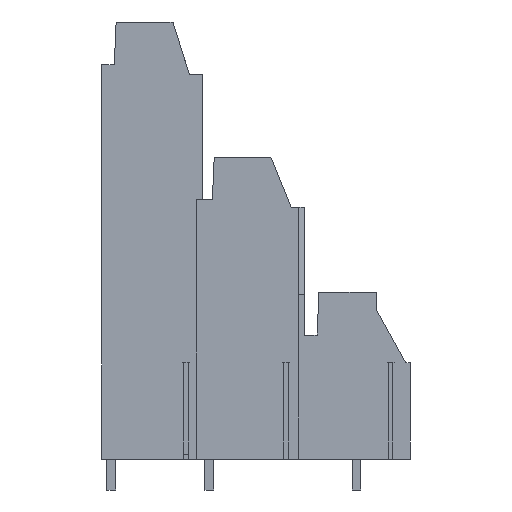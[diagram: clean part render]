
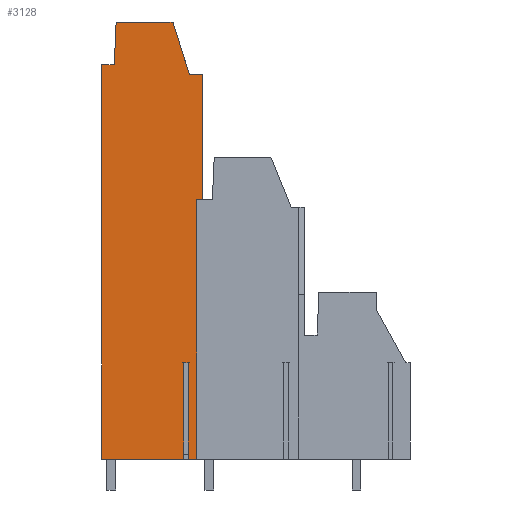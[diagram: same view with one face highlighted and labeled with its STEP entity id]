
A CAD part, left-side view. The second image highlights one B-rep face of the part: STEP entity #3128.
In plain terms, the highlighted planar face has unit normal (-1, 0, 0).
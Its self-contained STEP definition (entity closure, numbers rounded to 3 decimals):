
#3044=AXIS2_PLACEMENT_3D('Plane Axis2P3D',#3041,#3042,#3043) ;
#2136=CARTESIAN_POINT('Vertex',(2.54,22.131,3.2)) ;
#2139=CARTESIAN_POINT('Line Origine',(2.54,22.578,3.2)) ;
#2143=CARTESIAN_POINT('Vertex',(2.54,23.025,3.2)) ;
#2192=CARTESIAN_POINT('Vertex',(2.54,23.475,3.2)) ;
#2195=CARTESIAN_POINT('Line Origine',(2.54,27.738,3.2)) ;
#2199=CARTESIAN_POINT('Vertex',(2.54,32.,3.2)) ;
#2998=CARTESIAN_POINT('Vertex',(2.54,23.025,13.2)) ;
#3001=CARTESIAN_POINT('Line Origine',(2.54,23.25,13.2)) ;
#3005=CARTESIAN_POINT('Vertex',(2.54,23.475,13.2)) ;
#3029=CARTESIAN_POINT('Line Origine',(2.54,23.025,8.2)) ;
#3041=CARTESIAN_POINT('Axis2P3D Location',(2.54,21.84,31.2)) ;
#3046=CARTESIAN_POINT('Line Origine',(2.54,22.131,16.625)) ;
#3050=CARTESIAN_POINT('Vertex',(2.54,22.131,30.05)) ;
#3053=CARTESIAN_POINT('Line Origine',(2.54,21.811,30.05)) ;
#3057=CARTESIAN_POINT('Vertex',(2.54,21.49,30.05)) ;
#3060=CARTESIAN_POINT('Line Origine',(2.54,21.49,36.525)) ;
#3064=CARTESIAN_POINT('Vertex',(2.54,21.49,43.)) ;
#3067=CARTESIAN_POINT('Line Origine',(2.54,22.194,43.)) ;
#3071=CARTESIAN_POINT('Vertex',(2.54,22.898,43.)) ;
#3074=CARTESIAN_POINT('Line Origine',(2.54,23.745,45.735)) ;
#3078=CARTESIAN_POINT('Vertex',(2.54,24.592,48.47)) ;
#3081=CARTESIAN_POINT('Line Origine',(2.54,27.54,48.47)) ;
#3085=CARTESIAN_POINT('Vertex',(2.54,30.488,48.47)) ;
#3088=CARTESIAN_POINT('Line Origine',(2.54,30.584,46.26)) ;
#3092=CARTESIAN_POINT('Vertex',(2.54,30.681,44.05)) ;
#3095=CARTESIAN_POINT('Line Origine',(2.54,31.34,44.05)) ;
#3099=CARTESIAN_POINT('Vertex',(2.54,32.,44.05)) ;
#3102=CARTESIAN_POINT('Line Origine',(2.54,32.,23.625)) ;
#3107=CARTESIAN_POINT('Line Origine',(2.54,23.475,8.2)) ;
#2140=DIRECTION('Vector Direction',(0.,1.,0.)) ;
#2196=DIRECTION('Vector Direction',(0.,1.,0.)) ;
#3002=DIRECTION('Vector Direction',(0.,-1.,0.)) ;
#3030=DIRECTION('Vector Direction',(0.,0.,1.)) ;
#3042=DIRECTION('Axis2P3D Direction',(1.,0.,0.)) ;
#3043=DIRECTION('Axis2P3D XDirection',(0.,1.,0.)) ;
#3047=DIRECTION('Vector Direction',(0.,0.,-1.)) ;
#3054=DIRECTION('Vector Direction',(0.,1.,0.)) ;
#3061=DIRECTION('Vector Direction',(0.,0.,1.)) ;
#3068=DIRECTION('Vector Direction',(0.,-1.,0.)) ;
#3075=DIRECTION('Vector Direction',(0.,-0.296,-0.955)) ;
#3082=DIRECTION('Vector Direction',(0.,1.,0.)) ;
#3089=DIRECTION('Vector Direction',(0.,-0.044,0.999)) ;
#3096=DIRECTION('Vector Direction',(0.,-1.,0.)) ;
#3103=DIRECTION('Vector Direction',(0.,0.,1.)) ;
#3108=DIRECTION('Vector Direction',(0.,0.,1.)) ;
#2141=VECTOR('Line Direction',#2140,1.) ;
#2197=VECTOR('Line Direction',#2196,1.) ;
#3003=VECTOR('Line Direction',#3002,1.) ;
#3031=VECTOR('Line Direction',#3030,1.) ;
#3048=VECTOR('Line Direction',#3047,1.) ;
#3055=VECTOR('Line Direction',#3054,1.) ;
#3062=VECTOR('Line Direction',#3061,1.) ;
#3069=VECTOR('Line Direction',#3068,1.) ;
#3076=VECTOR('Line Direction',#3075,1.) ;
#3083=VECTOR('Line Direction',#3082,1.) ;
#3090=VECTOR('Line Direction',#3089,1.) ;
#3097=VECTOR('Line Direction',#3096,1.) ;
#3104=VECTOR('Line Direction',#3103,1.) ;
#3109=VECTOR('Line Direction',#3108,1.) ;
#3113=ORIENTED_EDGE('',*,*,#3052,.F.) ;
#3114=ORIENTED_EDGE('',*,*,#3059,.F.) ;
#3115=ORIENTED_EDGE('',*,*,#3066,.T.) ;
#3116=ORIENTED_EDGE('',*,*,#3073,.F.) ;
#3117=ORIENTED_EDGE('',*,*,#3080,.F.) ;
#3118=ORIENTED_EDGE('',*,*,#3087,.T.) ;
#3119=ORIENTED_EDGE('',*,*,#3094,.F.) ;
#3120=ORIENTED_EDGE('',*,*,#3101,.F.) ;
#3121=ORIENTED_EDGE('',*,*,#3106,.F.) ;
#3122=ORIENTED_EDGE('',*,*,#2201,.F.) ;
#3123=ORIENTED_EDGE('',*,*,#3111,.T.) ;
#3124=ORIENTED_EDGE('',*,*,#3007,.T.) ;
#3125=ORIENTED_EDGE('',*,*,#3033,.F.) ;
#3126=ORIENTED_EDGE('',*,*,#2145,.F.) ;
#3128=ADVANCED_FACE('housing',(#3127),#3045,.F.) ;
#2145=EDGE_CURVE('',#2137,#2144,#2142,.T.) ;
#2201=EDGE_CURVE('',#2193,#2200,#2198,.T.) ;
#3007=EDGE_CURVE('',#3006,#2999,#3004,.T.) ;
#3033=EDGE_CURVE('',#2144,#2999,#3032,.T.) ;
#3052=EDGE_CURVE('',#3051,#2137,#3049,.T.) ;
#3059=EDGE_CURVE('',#3058,#3051,#3056,.T.) ;
#3066=EDGE_CURVE('',#3058,#3065,#3063,.T.) ;
#3073=EDGE_CURVE('',#3072,#3065,#3070,.T.) ;
#3080=EDGE_CURVE('',#3079,#3072,#3077,.T.) ;
#3087=EDGE_CURVE('',#3079,#3086,#3084,.T.) ;
#3094=EDGE_CURVE('',#3093,#3086,#3091,.T.) ;
#3101=EDGE_CURVE('',#3100,#3093,#3098,.T.) ;
#3106=EDGE_CURVE('',#2200,#3100,#3105,.T.) ;
#3111=EDGE_CURVE('',#2193,#3006,#3110,.T.) ;
#3112=EDGE_LOOP('',(#3113,#3114,#3115,#3116,#3117,#3118,#3119,#3120,#3121,#3122,#3123,#3124,#3125,#3126)) ;
#3127=FACE_OUTER_BOUND('',#3112,.T.) ;
#2142=LINE('Line',#2139,#2141) ;
#2198=LINE('Line',#2195,#2197) ;
#3004=LINE('Line',#3001,#3003) ;
#3032=LINE('Line',#3029,#3031) ;
#3049=LINE('Line',#3046,#3048) ;
#3056=LINE('Line',#3053,#3055) ;
#3063=LINE('Line',#3060,#3062) ;
#3070=LINE('Line',#3067,#3069) ;
#3077=LINE('Line',#3074,#3076) ;
#3084=LINE('Line',#3081,#3083) ;
#3091=LINE('Line',#3088,#3090) ;
#3098=LINE('Line',#3095,#3097) ;
#3105=LINE('Line',#3102,#3104) ;
#3110=LINE('Line',#3107,#3109) ;
#3045=PLANE('',#3044) ;
#2137=VERTEX_POINT('',#2136) ;
#2144=VERTEX_POINT('',#2143) ;
#2193=VERTEX_POINT('',#2192) ;
#2200=VERTEX_POINT('',#2199) ;
#2999=VERTEX_POINT('',#2998) ;
#3006=VERTEX_POINT('',#3005) ;
#3051=VERTEX_POINT('',#3050) ;
#3058=VERTEX_POINT('',#3057) ;
#3065=VERTEX_POINT('',#3064) ;
#3072=VERTEX_POINT('',#3071) ;
#3079=VERTEX_POINT('',#3078) ;
#3086=VERTEX_POINT('',#3085) ;
#3093=VERTEX_POINT('',#3092) ;
#3100=VERTEX_POINT('',#3099) ;
